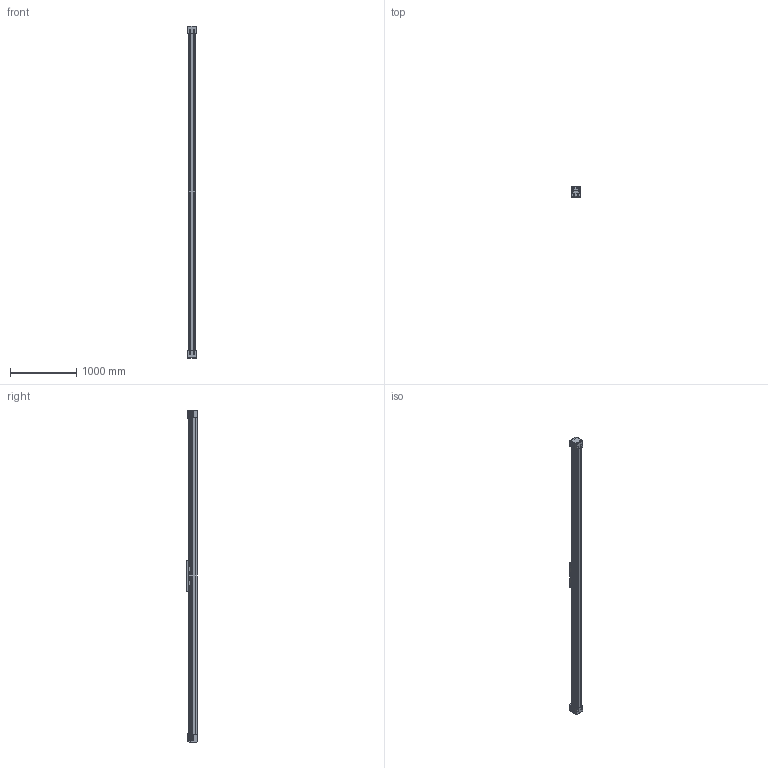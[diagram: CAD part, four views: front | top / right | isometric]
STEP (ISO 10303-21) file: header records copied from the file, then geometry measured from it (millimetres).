
FILE_DESCRIPTION (( 'STEP AP214' ), '1' );
FILE_NAME ('BLM100-4300-5020_Bondy.STEP', '2023-03-15T13:12:30', ( '' ), ( '' ), 'SwSTEP 2.0', 'SolidWorks 2023', '' );
FILE_SCHEMA (( 'AUTOMOTIVE_DESIGN' ));
Length unit declared in the file: millimetre
Products named in the file (1): BLM100-4300-5020_Bondy
Bounding box: 130 x 159 x 5020 mm (x, y, z)
Volume: 51564613.9 mm3; surface area: 5420671.1 mm2
Topology: 50 solids, 58 shells, 8281 faces, 23718 edges, 15644 vertices
Faces by surface type: plane 4800, cylinder 3133, torus 168, sphere 100, cone 56, bspline 24
Entity records: 368125 total; most frequent: CARTESIAN_POINT 54372, ORIENTED_EDGE 46940, DIRECTION 46702, EDGE_CURVE 23470, VECTOR 16278, LINE 16278, VERTEX_POINT 15508, AXIS2_PLACEMENT_3D 15212
